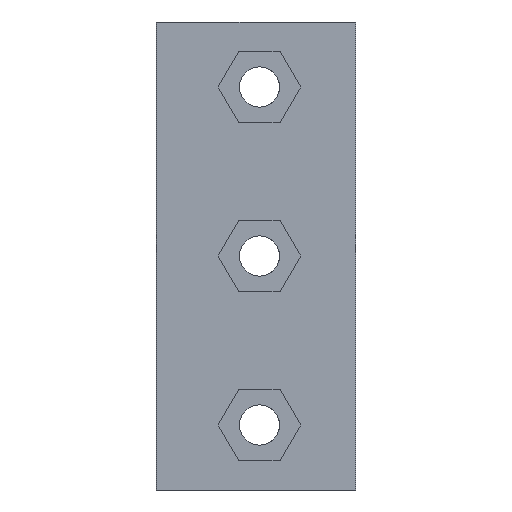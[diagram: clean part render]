
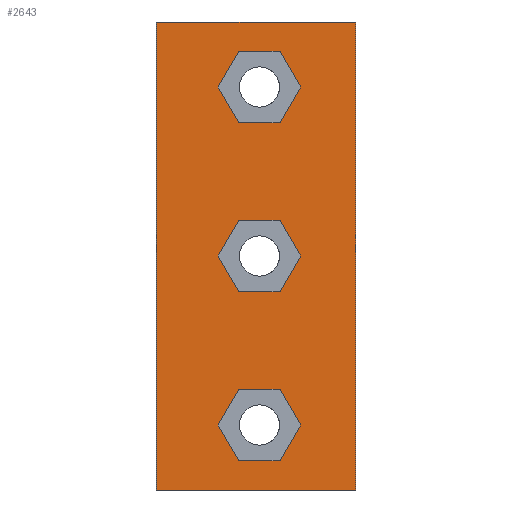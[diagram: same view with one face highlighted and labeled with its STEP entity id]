
A CAD part, front view. The second image highlights one B-rep face of the part: STEP entity #2643.
In plain terms, the highlighted planar face has unit normal (0, -1, 0).
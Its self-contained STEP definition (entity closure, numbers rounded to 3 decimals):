
#20=FACE_BOUND('',#280,.T.);
#21=FACE_BOUND('',#281,.T.);
#22=FACE_BOUND('',#282,.T.);
#57=PLANE('',#2842);
#135=FACE_OUTER_BOUND('',#279,.T.);
#279=EDGE_LOOP('',(#1964,#1965,#1966,#1967));
#280=EDGE_LOOP('',(#1968,#1969,#1970,#1971,#1972,#1973));
#281=EDGE_LOOP('',(#1974,#1975,#1976,#1977,#1978,#1979));
#282=EDGE_LOOP('',(#1980,#1981,#1982,#1983,#1984,#1985));
#387=LINE('',#4049,#604);
#391=LINE('',#4057,#608);
#394=LINE('',#4063,#611);
#397=LINE('',#4069,#614);
#400=LINE('',#4075,#617);
#403=LINE('',#4080,#620);
#405=LINE('',#4086,#622);
#409=LINE('',#4094,#626);
#412=LINE('',#4100,#629);
#415=LINE('',#4106,#632);
#418=LINE('',#4112,#635);
#421=LINE('',#4117,#638);
#423=LINE('',#4123,#640);
#427=LINE('',#4131,#644);
#430=LINE('',#4137,#647);
#433=LINE('',#4143,#650);
#436=LINE('',#4149,#653);
#439=LINE('',#4154,#656);
#470=LINE('',#4366,#687);
#478=LINE('',#4417,#695);
#479=LINE('',#4419,#696);
#480=LINE('',#4420,#697);
#604=VECTOR('',#3054,10.);
#608=VECTOR('',#3060,10.);
#611=VECTOR('',#3065,10.);
#614=VECTOR('',#3070,10.);
#617=VECTOR('',#3075,10.);
#620=VECTOR('',#3080,10.);
#622=VECTOR('',#3086,10.);
#626=VECTOR('',#3092,10.);
#629=VECTOR('',#3097,10.);
#632=VECTOR('',#3102,10.);
#635=VECTOR('',#3107,10.);
#638=VECTOR('',#3112,10.);
#640=VECTOR('',#3118,10.);
#644=VECTOR('',#3124,10.);
#647=VECTOR('',#3129,10.);
#650=VECTOR('',#3134,10.);
#653=VECTOR('',#3139,10.);
#656=VECTOR('',#3144,10.);
#687=VECTOR('',#3249,10.);
#695=VECTOR('',#3295,10.);
#696=VECTOR('',#3296,10.);
#697=VECTOR('',#3297,10.);
#1045=VERTEX_POINT('',#4047);
#1046=VERTEX_POINT('',#4048);
#1049=VERTEX_POINT('',#4056);
#1051=VERTEX_POINT('',#4062);
#1053=VERTEX_POINT('',#4068);
#1055=VERTEX_POINT('',#4074);
#1057=VERTEX_POINT('',#4084);
#1058=VERTEX_POINT('',#4085);
#1061=VERTEX_POINT('',#4093);
#1063=VERTEX_POINT('',#4099);
#1065=VERTEX_POINT('',#4105);
#1067=VERTEX_POINT('',#4111);
#1069=VERTEX_POINT('',#4121);
#1070=VERTEX_POINT('',#4122);
#1073=VERTEX_POINT('',#4130);
#1075=VERTEX_POINT('',#4136);
#1077=VERTEX_POINT('',#4142);
#1079=VERTEX_POINT('',#4148);
#1114=VERTEX_POINT('',#4363);
#1115=VERTEX_POINT('',#4365);
#1139=VERTEX_POINT('',#4416);
#1140=VERTEX_POINT('',#4418);
#1321=EDGE_CURVE('',#1045,#1046,#387,.T.);
#1325=EDGE_CURVE('',#1049,#1045,#391,.T.);
#1328=EDGE_CURVE('',#1051,#1049,#394,.T.);
#1331=EDGE_CURVE('',#1053,#1051,#397,.T.);
#1334=EDGE_CURVE('',#1055,#1053,#400,.T.);
#1337=EDGE_CURVE('',#1046,#1055,#403,.T.);
#1339=EDGE_CURVE('',#1057,#1058,#405,.T.);
#1343=EDGE_CURVE('',#1061,#1057,#409,.T.);
#1346=EDGE_CURVE('',#1063,#1061,#412,.T.);
#1349=EDGE_CURVE('',#1065,#1063,#415,.T.);
#1352=EDGE_CURVE('',#1067,#1065,#418,.T.);
#1355=EDGE_CURVE('',#1058,#1067,#421,.T.);
#1357=EDGE_CURVE('',#1069,#1070,#423,.T.);
#1361=EDGE_CURVE('',#1073,#1069,#427,.T.);
#1364=EDGE_CURVE('',#1075,#1073,#430,.T.);
#1367=EDGE_CURVE('',#1077,#1075,#433,.T.);
#1370=EDGE_CURVE('',#1079,#1077,#436,.T.);
#1373=EDGE_CURVE('',#1070,#1079,#439,.T.);
#1430=EDGE_CURVE('',#1114,#1115,#470,.T.);
#1456=EDGE_CURVE('',#1139,#1114,#478,.T.);
#1457=EDGE_CURVE('',#1140,#1139,#479,.T.);
#1458=EDGE_CURVE('',#1115,#1140,#480,.T.);
#1964=ORIENTED_EDGE('',*,*,#1456,.F.);
#1965=ORIENTED_EDGE('',*,*,#1457,.F.);
#1966=ORIENTED_EDGE('',*,*,#1458,.F.);
#1967=ORIENTED_EDGE('',*,*,#1430,.F.);
#1968=ORIENTED_EDGE('',*,*,#1321,.T.);
#1969=ORIENTED_EDGE('',*,*,#1337,.T.);
#1970=ORIENTED_EDGE('',*,*,#1334,.T.);
#1971=ORIENTED_EDGE('',*,*,#1331,.T.);
#1972=ORIENTED_EDGE('',*,*,#1328,.T.);
#1973=ORIENTED_EDGE('',*,*,#1325,.T.);
#1974=ORIENTED_EDGE('',*,*,#1339,.T.);
#1975=ORIENTED_EDGE('',*,*,#1355,.T.);
#1976=ORIENTED_EDGE('',*,*,#1352,.T.);
#1977=ORIENTED_EDGE('',*,*,#1349,.T.);
#1978=ORIENTED_EDGE('',*,*,#1346,.T.);
#1979=ORIENTED_EDGE('',*,*,#1343,.T.);
#1980=ORIENTED_EDGE('',*,*,#1357,.T.);
#1981=ORIENTED_EDGE('',*,*,#1373,.T.);
#1982=ORIENTED_EDGE('',*,*,#1370,.T.);
#1983=ORIENTED_EDGE('',*,*,#1367,.T.);
#1984=ORIENTED_EDGE('',*,*,#1364,.T.);
#1985=ORIENTED_EDGE('',*,*,#1361,.T.);
#2643=ADVANCED_FACE('',(#135,#20,#21,#22),#57,.T.);
#2842=AXIS2_PLACEMENT_3D('',#4415,#3293,#3294);
#3054=DIRECTION('',(-0.5,0.,-0.866));
#3060=DIRECTION('',(0.5,0.,-0.866));
#3065=DIRECTION('',(1.,0.,0.));
#3070=DIRECTION('',(0.5,0.,0.866));
#3075=DIRECTION('',(-0.5,0.,0.866));
#3080=DIRECTION('',(-1.,0.,0.));
#3086=DIRECTION('',(-0.5,0.,-0.866));
#3092=DIRECTION('',(0.5,0.,-0.866));
#3097=DIRECTION('',(1.,0.,0.));
#3102=DIRECTION('',(0.5,0.,0.866));
#3107=DIRECTION('',(-0.5,0.,0.866));
#3112=DIRECTION('',(-1.,0.,0.));
#3118=DIRECTION('',(0.5,0.,0.866));
#3124=DIRECTION('',(-0.5,0.,0.866));
#3129=DIRECTION('',(-1.,0.,0.));
#3134=DIRECTION('',(-0.5,0.,-0.866));
#3139=DIRECTION('',(0.5,0.,-0.866));
#3144=DIRECTION('',(1.,0.,0.));
#3249=DIRECTION('',(-1.,0.,0.));
#3293=DIRECTION('center_axis',(0.,-1.,0.));
#3294=DIRECTION('ref_axis',(1.,0.,0.));
#3295=DIRECTION('',(0.,0.,-1.));
#3296=DIRECTION('',(1.,0.,0.));
#3297=DIRECTION('',(0.,0.,1.));
#4047=CARTESIAN_POINT('',(-26.918,73.916,13.));
#4048=CARTESIAN_POINT('',(-28.506,73.916,10.25));
#4049=CARTESIAN_POINT('',(-31.118,73.916,5.726));
#4056=CARTESIAN_POINT('',(-28.506,73.916,15.75));
#4057=CARTESIAN_POINT('',(-26.282,73.916,11.899));
#4062=CARTESIAN_POINT('',(-31.681,73.916,15.75));
#4063=CARTESIAN_POINT('',(-34.84,73.916,15.75));
#4068=CARTESIAN_POINT('',(-33.269,73.916,13.));
#4069=CARTESIAN_POINT('',(-36.675,73.916,7.101));
#4074=CARTESIAN_POINT('',(-31.681,73.916,10.25));
#4075=CARTESIAN_POINT('',(-30.252,73.916,7.774));
#4080=CARTESIAN_POINT('',(-33.253,73.916,10.25));
#4084=CARTESIAN_POINT('',(-26.918,73.916,0.));
#4085=CARTESIAN_POINT('',(-28.506,73.916,-2.75));
#4086=CARTESIAN_POINT('',(-28.303,73.916,-2.399));
#4093=CARTESIAN_POINT('',(-28.506,73.916,2.75));
#4094=CARTESIAN_POINT('',(-29.097,73.916,3.774));
#4099=CARTESIAN_POINT('',(-31.681,73.916,2.75));
#4100=CARTESIAN_POINT('',(-34.84,73.916,2.75));
#4105=CARTESIAN_POINT('',(-33.269,73.916,0.));
#4106=CARTESIAN_POINT('',(-33.86,73.916,-1.024));
#4111=CARTESIAN_POINT('',(-31.681,73.916,-2.75));
#4112=CARTESIAN_POINT('',(-33.066,73.916,-0.351));
#4117=CARTESIAN_POINT('',(-33.253,73.916,-2.75));
#4121=CARTESIAN_POINT('',(-33.269,73.916,-13.));
#4122=CARTESIAN_POINT('',(-31.681,73.916,-10.25));
#4123=CARTESIAN_POINT('',(-31.046,73.916,-9.149));
#4130=CARTESIAN_POINT('',(-31.681,73.916,-15.75));
#4131=CARTESIAN_POINT('',(-35.881,73.916,-8.476));
#4136=CARTESIAN_POINT('',(-28.506,73.916,-15.75));
#4137=CARTESIAN_POINT('',(-33.253,73.916,-15.75));
#4142=CARTESIAN_POINT('',(-26.918,73.916,-13.));
#4143=CARTESIAN_POINT('',(-25.489,73.916,-10.524));
#4148=CARTESIAN_POINT('',(-28.506,73.916,-10.25));
#4149=CARTESIAN_POINT('',(-31.912,73.916,-4.351));
#4154=CARTESIAN_POINT('',(-34.84,73.916,-10.25));
#4363=CARTESIAN_POINT('',(-22.7,73.916,-18.));
#4365=CARTESIAN_POINT('',(-38.,73.916,-18.));
#4366=CARTESIAN_POINT('',(-22.7,73.916,-18.));
#4415=CARTESIAN_POINT('Origin',(-38.,73.916,0.));
#4416=CARTESIAN_POINT('',(-22.7,73.916,18.));
#4417=CARTESIAN_POINT('',(-22.7,73.916,0.));
#4418=CARTESIAN_POINT('',(-38.,73.916,18.));
#4419=CARTESIAN_POINT('',(-22.7,73.916,18.));
#4420=CARTESIAN_POINT('',(-38.,73.916,0.));
